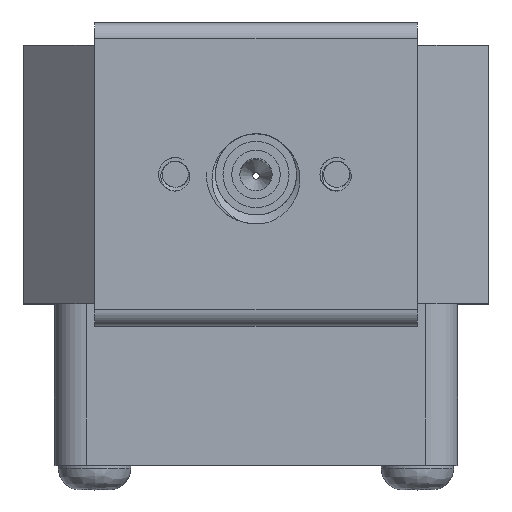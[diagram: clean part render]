
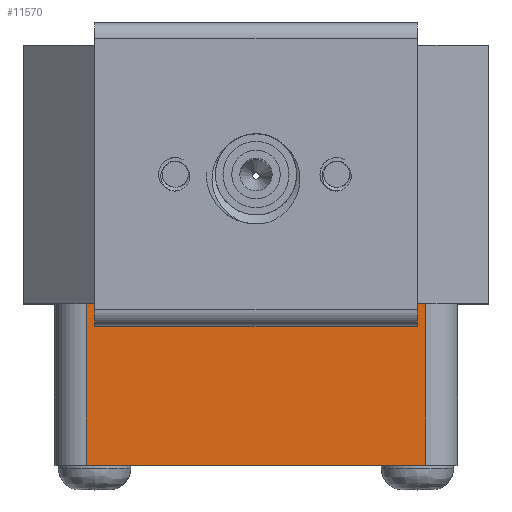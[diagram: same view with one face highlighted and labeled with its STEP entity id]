
A CAD part, top view. The second image highlights one B-rep face of the part: STEP entity #11570.
In plain terms, the highlighted planar face has unit normal (0, 0, 1).
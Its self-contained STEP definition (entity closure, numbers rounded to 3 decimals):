
#392=PLANE('',#12560);
#884=FACE_OUTER_BOUND('',#1611,.T.);
#1611=EDGE_LOOP('',(#9354,#9355,#9356,#9357));
#3434=LINE('',#32515,#4071);
#3438=LINE('',#32527,#4075);
#3444=LINE('',#32562,#4081);
#3445=LINE('',#32563,#4082);
#4071=VECTOR('',#14580,10.);
#4075=VECTOR('',#14594,10.);
#4081=VECTOR('',#14638,10.);
#4082=VECTOR('',#14639,10.);
#5036=VERTEX_POINT('',#32512);
#5037=VERTEX_POINT('',#32514);
#5039=VERTEX_POINT('',#32523);
#5040=VERTEX_POINT('',#32525);
#6544=EDGE_CURVE('',#5036,#5037,#3434,.T.);
#6551=EDGE_CURVE('',#5040,#5039,#3438,.T.);
#6570=EDGE_CURVE('',#5039,#5036,#3444,.T.);
#6571=EDGE_CURVE('',#5037,#5040,#3445,.T.);
#9354=ORIENTED_EDGE('',*,*,#6544,.F.);
#9355=ORIENTED_EDGE('',*,*,#6570,.F.);
#9356=ORIENTED_EDGE('',*,*,#6551,.F.);
#9357=ORIENTED_EDGE('',*,*,#6571,.F.);
#11570=ADVANCED_FACE('',(#884),#392,.T.);
#12560=AXIS2_PLACEMENT_3D('',#32561,#14636,#14637);
#14580=DIRECTION('',(0.,1.,0.));
#14594=DIRECTION('',(0.,-1.,0.));
#14636=DIRECTION('center_axis',(0.,0.,1.));
#14637=DIRECTION('ref_axis',(-1.,0.,0.));
#14638=DIRECTION('',(-1.,0.,0.));
#14639=DIRECTION('',(1.,0.,0.));
#32512=CARTESIAN_POINT('',(-10.5,-18.,29.));
#32514=CARTESIAN_POINT('',(-10.5,-8.,29.));
#32515=CARTESIAN_POINT('',(-10.5,-8.,29.));
#32523=CARTESIAN_POINT('',(10.5,-18.,29.));
#32525=CARTESIAN_POINT('',(10.5,-8.,29.));
#32527=CARTESIAN_POINT('',(10.5,-8.,29.));
#32561=CARTESIAN_POINT('Origin',(12.5,-8.,29.));
#32562=CARTESIAN_POINT('',(-12.5,-18.,29.));
#32563=CARTESIAN_POINT('',(-12.5,-8.,29.));
